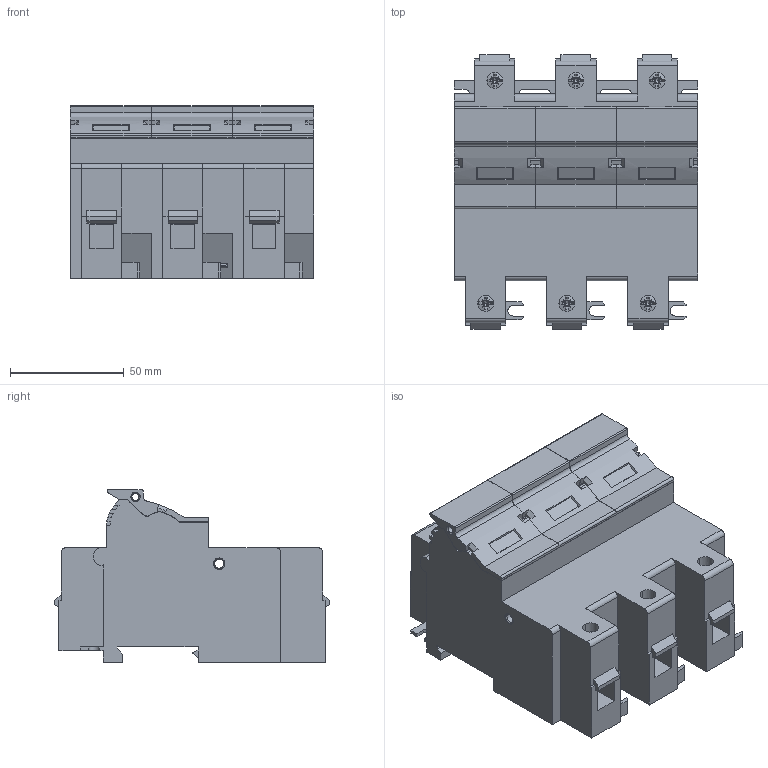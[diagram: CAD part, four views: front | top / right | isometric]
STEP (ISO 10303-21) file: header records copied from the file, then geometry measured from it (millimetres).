
FILE_DESCRIPTION((''),'2;1');
FILE_NAME('EFD22_3P_LOGO','2019-05-07T',('Marketing.praksa'),('Audax d.o.o.'),'CREO PARAMETRIC BY PTC INC, 2017480','CREO PARAMETRIC BY PTC INC, 2017480','');
FILE_SCHEMA(('CONFIG_CONTROL_DESIGN'));
Length unit declared in the file: millimetre
Products named in the file (1): EFD22_3P_LOGO
Bounding box: 106.8 x 120.4 x 75.8 mm (x, y, z)
Volume: 561447.9 mm3; surface area: 73712.9 mm2
Topology: 1 solids, 1 shells, 782 faces, 2307 edges, 1530 vertices
Faces by surface type: plane 505, cylinder 169, cone 54, sphere 21, torus 21, bspline 12
Entity records: 27484 total; most frequent: CARTESIAN_POINT 6817, ORIENTED_EDGE 4578, DIRECTION 4067, EDGE_CURVE 2289, VERTEX_POINT 1530, AXIS2_PLACEMENT_3D 1385, VECTOR 1297, LINE 1297
